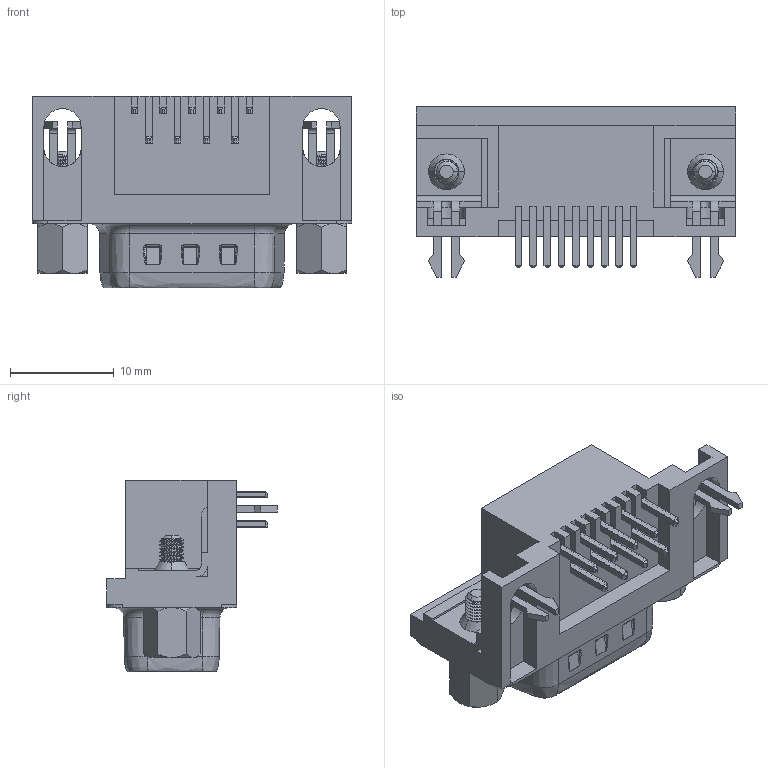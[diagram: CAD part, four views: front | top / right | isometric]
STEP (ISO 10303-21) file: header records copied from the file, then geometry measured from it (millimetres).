
FILE_DESCRIPTION (( 'STEP AP214' ), '1' );
FILE_NAME ('FDB0901-M0DB300K6KA-REF.STEP', '2024-11-15T02:46:16', ( '' ), ( '' ), 'SwSTEP 2.0', 'SolidWorks 2021', '' );
FILE_SCHEMA (( 'AUTOMOTIVE_DESIGN' ));
Length unit declared in the file: millimetre
Products named in the file (1): FDB0901-M0DB300K6KA-REF
Bounding box: 30.81 x 16.45 x 18.5 mm (x, y, z)
Volume: 3015.7 mm3; surface area: 3793.3 mm2
Topology: 1 solids, 19 shells, 1137 faces, 2879 edges, 1770 vertices
Faces by surface type: plane 622, cylinder 317, sphere 87, bspline 58, cone 48, torus 5
Entity records: 44129 total; most frequent: CARTESIAN_POINT 18329, ORIENTED_EDGE 5650, DIRECTION 5037, EDGE_CURVE 2825, VERTEX_POINT 1764, VECTOR 1739, LINE 1739, AXIS2_PLACEMENT_3D 1649
